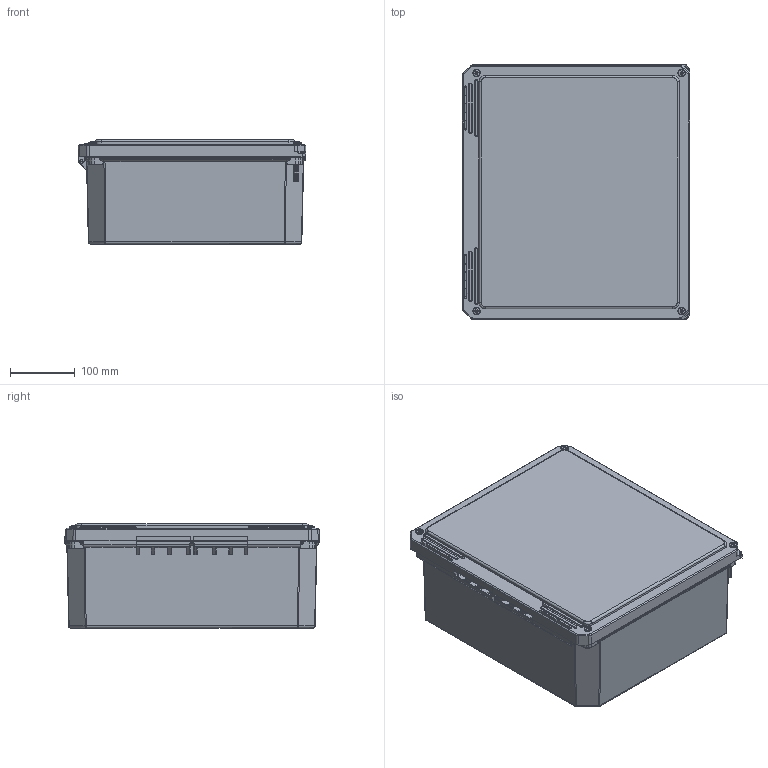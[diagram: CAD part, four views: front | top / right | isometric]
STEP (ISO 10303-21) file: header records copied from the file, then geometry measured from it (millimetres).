
FILE_DESCRIPTION (( 'STEP AP214' ), '1' );
FILE_NAME ('FR141206W.STEP', '2018-10-31T21:57:49', ( '' ), ( '' ), 'SwSTEP 2.0', 'SolidWorks 2018', '' );
FILE_SCHEMA (( 'AUTOMOTIVE_DESIGN' ));
Length unit declared in the file: inch
Products named in the file (1): FR141206W
Bounding box: 352.17 x 393.82 x 161.07 mm (x, y, z)
Volume: 1966711 mm3; surface area: 1033410.7 mm2
Topology: 23 solids, 23 shells, 2137 faces, 5387 edges, 3189 vertices
Faces by surface type: cylinder 782, plane 713, bspline 530, cone 96, torus 16
Full cylindrical faces by diameter (mm): 3.48 x4, 3.861 x8, 3.962 x12, 5.055 x4, 5.563 x2, 5.766 x2, 6.248 x12, 6.401 x4, 6.426 x4, 7.937 x2, 11.049 x2, 11.43 x4
Entity records: 118678 total; most frequent: CARTESIAN_POINT 46057, ORIENTED_EDGE 10272, DIRECTION 7408, EDGE_CURVE 5136, VERTEX_POINT 3150, LINE 2564, VECTOR 2564, AXIS2_PLACEMENT_3D 2422
